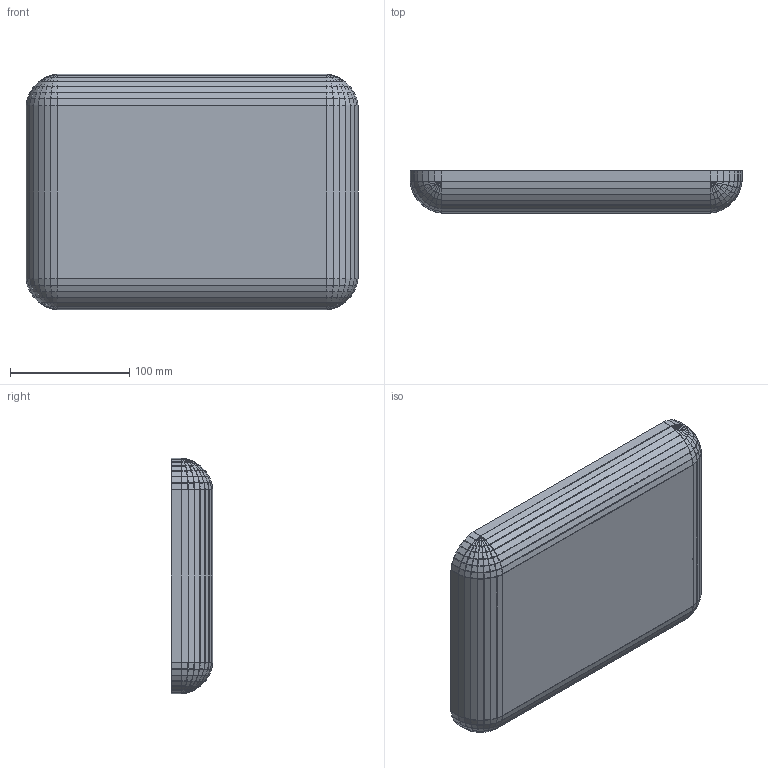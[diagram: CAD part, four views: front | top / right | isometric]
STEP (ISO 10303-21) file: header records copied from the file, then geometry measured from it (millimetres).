
FILE_DESCRIPTION(('FreeCAD Model'),'2;1');
FILE_NAME('Open CASCADE Shape Model','2025-05-07T17:15:41',('FreeCAD'),( 'FreeCAD'),'Open CASCADE STEP processor 7.6','FreeCAD','Unknown');
FILE_SCHEMA(('AUTOMOTIVE_DESIGN { 1 0 10303 214 1 1 1 1 }'));
Products named in the file (1): Open CASCADE STEP translator 7.6 1
Bounding box: 278.19 x 35.13 x 197.6 mm (x, y, z)
Volume: 59377.9 mm3; surface area: 150146.5 mm2
Topology: 1 solids, 1 shells, 2210 faces, 4576 edges, 2368 vertices
Faces by surface type: bspline 2210
Entity records: 53714 total; most frequent: CARTESIAN_POINT 26185, ORIENTED_EDGE 9152, EDGE_CURVE 4576, B_SPLINE_CURVE_WITH_KNOTS 3440, VERTEX_POINT 2368, ADVANCED_FACE 2210, FACE_BOUND 2210, EDGE_LOOP 2210
